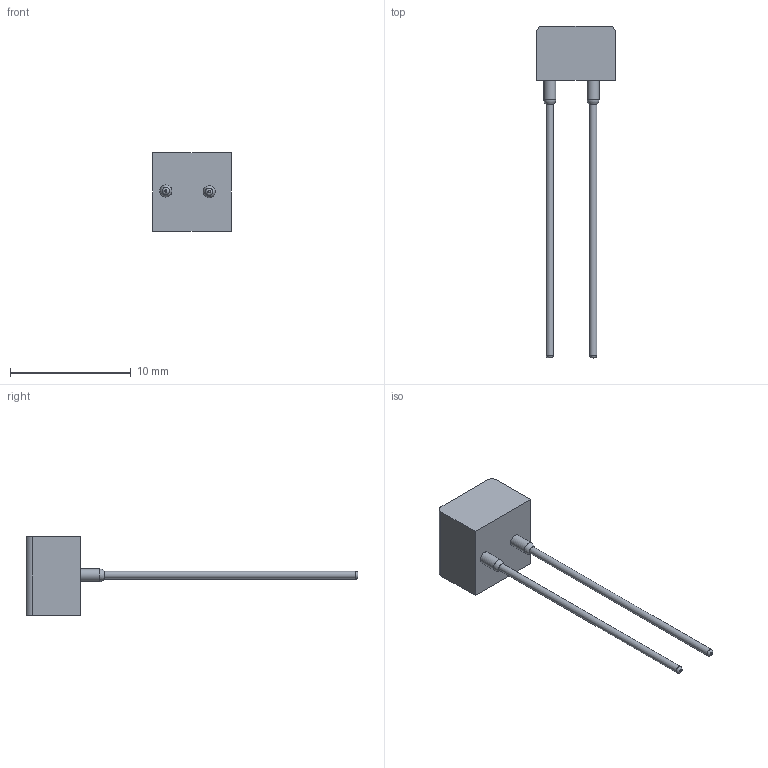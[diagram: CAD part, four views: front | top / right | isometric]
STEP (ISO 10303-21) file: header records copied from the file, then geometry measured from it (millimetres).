
FILE_DESCRIPTION(/* description */ (''),/* implementation_level */ '2;1');
FILE_NAME(/* name */ 'Capacitor.stp',/* time_stamp */ '2020-04-10T13:50:17+03:00',/* author */ ('darkl'),/* organization */ (''),/* preprocessor_version */ 'ST-DEVELOPER v17',/* originating_system */ 'Autodesk Inventor 2019',/* authorisation */ '');
FILE_SCHEMA (('AUTOMOTIVE_DESIGN { 1 0 10303 214 3 1 1 }'));
Length unit declared in the file: millimetre
Products named in the file (1): Capacitor
Bounding box: 6.5 x 27.5 x 6.5 mm (x, y, z)
Volume: 204.3 mm3; surface area: 288.9 mm2
Topology: 1 solids, 1 shells, 18 faces, 45 edges, 31 vertices
Faces by surface type: plane 8, cylinder 6, bspline 2, sphere 2
Full cylindrical faces by diameter (mm): 0.6 x2, 1 x2
Entity records: 652 total; most frequent: CARTESIAN_POINT 146, DIRECTION 106, ORIENTED_EDGE 88, EDGE_CURVE 44, AXIS2_PLACEMENT_3D 44, VERTEX_POINT 30, CIRCLE 27, EDGE_LOOP 20
